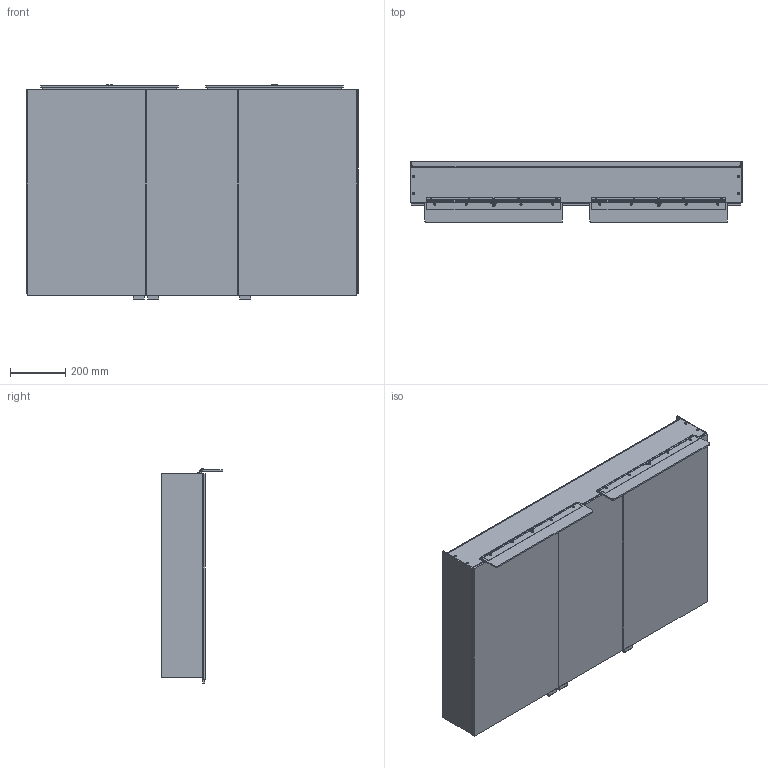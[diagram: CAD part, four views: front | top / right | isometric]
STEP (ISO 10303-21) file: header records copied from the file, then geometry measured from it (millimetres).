
FILE_DESCRIPTION(/* description */ (''),/* implementation_level */ '2;1');
FILE_NAME(/* name */ 'A4401200',/* time_stamp */ '2015-10-27T15:56:14+01:00',/* author */ (''),/* organization */ (''),/* preprocessor_version */ 'ST-DEVELOPER v10',/* originating_system */ '',/* authorisation */ '');
FILE_SCHEMA (('CONFIG_CONTROL_DESIGN'));
Length unit declared in the file: millimetre
Products named in the file (2): 1; 2
Assembly tree (3 placements, depth 2):
  1
    2  x3
Bounding box: 1207 x 223 x 780.3 mm (x, y, z)
Volume: 19341582.8 mm3; surface area: 6064252.3 mm2
Topology: 20 solids, 20 shells, 1579 faces, 4473 edges, 3002 vertices
Faces by surface type: plane 804, bspline 775
Entity records: 48598 total; most frequent: CARTESIAN_POINT 22163, ORIENTED_EDGE 8778, EDGE_CURVE 4389, VERTEX_POINT 2950, B_SPLINE_CURVE_WITH_KNOTS 2765, EDGE_LOOP 1671, ADVANCED_FACE 1543, FACE_OUTER_BOUND 1543
